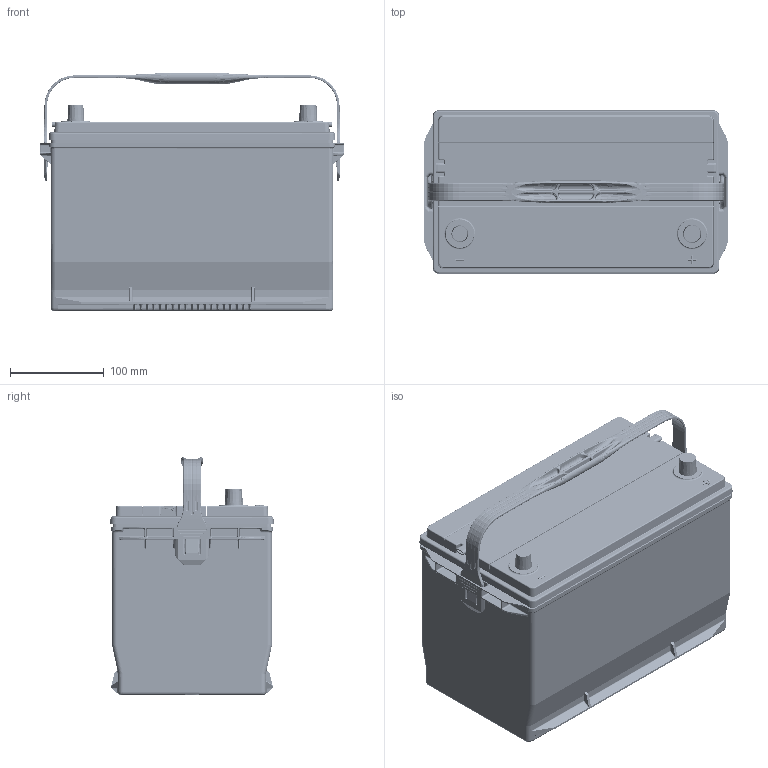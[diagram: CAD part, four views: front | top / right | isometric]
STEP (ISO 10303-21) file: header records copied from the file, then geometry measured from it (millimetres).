
FILE_DESCRIPTION(/* description */ (''),/* implementation_level */ '2;1');
FILE_NAME(/* name */ 'PMV D31L W H',/* time_stamp */ '2017-03-02T17:04:24+08:00',/* author */ (''),/* organization */ (''),/* preprocessor_version */ 'ST-DEVELOPER v9',/* originating_system */ 'EDS PLM SOLUTIONS - UNIGRAPHICS NX 2.0',/* authorisation */ '');
FILE_SCHEMA (('AUTOMOTIVE_DESIGN { 1 0 10303 214 0 1 1 1 }'));
Products named in the file (1): bxus7A4B62ue
Bounding box: 323.24 x 174.01 x 254.09 mm (x, y, z)
Volume: 1260236.3 mm3; surface area: 1142064.6 mm2
Topology: 8 solids, 8 shells, 9455 faces, 23270 edges, 13494 vertices
Faces by surface type: cylinder 3100, bspline 2696, plane 2410, cone 451, torus 374, sphere 318, extrusion 88, revolution 18
Full cylindrical faces by diameter (mm): 0.91 x56, 18.796 x6, 19.05 x6, 19.152 x6
Entity records: 523727 total; most frequent: CARTESIAN_POINT 270285, ORIENTED_EDGE 44656, DIRECTION 27771, EDGE_CURVE 22328, VERTEX_POINT 13327, B_SPLINE_CURVE_WITH_KNOTS 11356, EDGE_LOOP 9955, AXIS2_PLACEMENT_3D 9933
